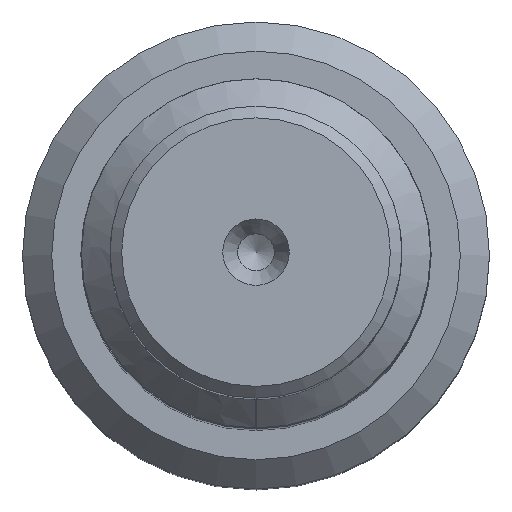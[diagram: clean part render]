
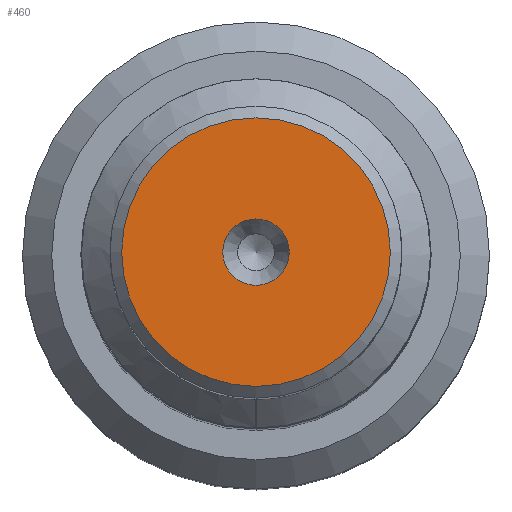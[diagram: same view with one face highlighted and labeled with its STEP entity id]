
A CAD part, top view. The second image highlights one B-rep face of the part: STEP entity #460.
In plain terms, the highlighted planar face has unit normal (0, 0, 1).
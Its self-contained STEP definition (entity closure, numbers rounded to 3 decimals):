
#69=CARTESIAN_POINT('',(-2.845,0.,0.));
#70=VERTEX_POINT('',#69);
#94=CARTESIAN_POINT('',(0.,0.,0.));
#95=DIRECTION('',(0.,0.,-1.));
#96=DIRECTION('',(1.,0.,0.));
#97=AXIS2_PLACEMENT_3D('',#94,#95,#96);
#98=CIRCLE('',#97,2.845);
#99=EDGE_CURVE('',#70,#70,#98,.T.);
#329=CARTESIAN_POINT('',(0.,11.5,0.));
#330=VERTEX_POINT('',#329);
#356=CARTESIAN_POINT('',(0.,-0.,0.));
#357=DIRECTION('',(0.,0.,-1.));
#358=DIRECTION('',(0.,-1.,-0.));
#359=AXIS2_PLACEMENT_3D('',#356,#357,#358);
#360=CIRCLE('',#359,11.5);
#361=EDGE_CURVE('',#330,#330,#360,.T.);
#449=CARTESIAN_POINT('',(0.,6.25,0.));
#450=DIRECTION('',(0.,-0.,1.));
#451=DIRECTION('',(0.,1.,0.));
#452=AXIS2_PLACEMENT_3D('',#449,#450,#451);
#453=PLANE('',#452);
#454=ORIENTED_EDGE('',*,*,#99,.T.);
#455=EDGE_LOOP('',(#454));
#456=FACE_BOUND('',#455,.T.);
#457=ORIENTED_EDGE('',*,*,#361,.F.);
#458=EDGE_LOOP('',(#457));
#459=FACE_BOUND('',#458,.T.);
#460=ADVANCED_FACE('',(#456,#459),#453,.T.);
